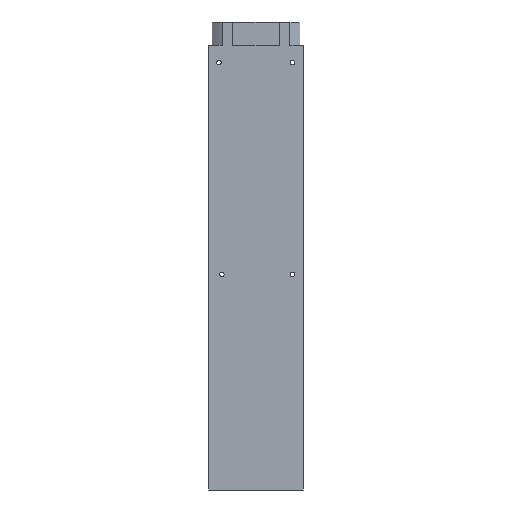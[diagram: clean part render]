
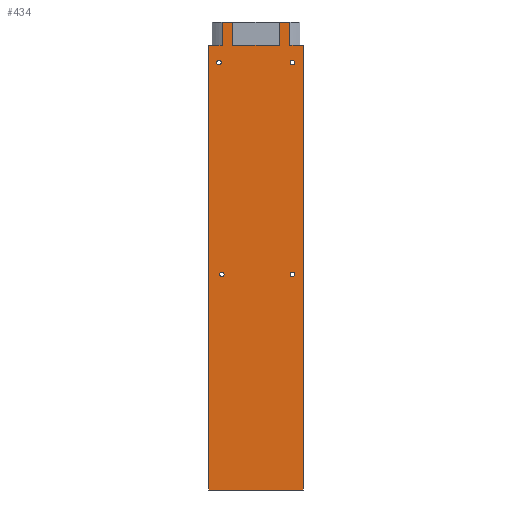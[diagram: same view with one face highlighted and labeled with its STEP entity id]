
A CAD part, front view. The second image highlights one B-rep face of the part: STEP entity #434.
In plain terms, the highlighted planar face has unit normal (0, -1, 0).
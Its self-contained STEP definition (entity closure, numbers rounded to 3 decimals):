
#19=FACE_BOUND('',#65,.T.);
#20=FACE_BOUND('',#66,.T.);
#21=FACE_BOUND('',#67,.T.);
#22=FACE_BOUND('',#68,.T.);
#38=FACE_OUTER_BOUND('',#64,.T.);
#64=EDGE_LOOP('',(#337,#338,#339,#340,#341,#342,#343,#344,#345,#346,#347,
#348));
#65=EDGE_LOOP('',(#349));
#66=EDGE_LOOP('',(#350));
#67=EDGE_LOOP('',(#351));
#68=EDGE_LOOP('',(#352));
#89=CIRCLE('',#485,1.);
#90=CIRCLE('',#486,1.);
#91=CIRCLE('',#487,1.);
#92=CIRCLE('',#488,1.);
#93=LINE('',#623,#141);
#97=LINE('',#636,#145);
#99=LINE('',#640,#147);
#102=LINE('',#649,#150);
#111=LINE('',#676,#159);
#115=LINE('',#684,#163);
#118=LINE('',#690,#166);
#122=LINE('',#697,#170);
#123=LINE('',#698,#171);
#124=LINE('',#700,#172);
#125=LINE('',#702,#173);
#126=LINE('',#703,#174);
#141=VECTOR('',#505,10.);
#145=VECTOR('',#515,10.);
#147=VECTOR('',#519,10.);
#150=VECTOR('',#528,10.);
#159=VECTOR('',#549,10.);
#163=VECTOR('',#555,10.);
#166=VECTOR('',#560,10.);
#170=VECTOR('',#568,10.);
#171=VECTOR('',#569,10.);
#172=VECTOR('',#570,10.);
#173=VECTOR('',#571,10.);
#174=VECTOR('',#572,10.);
#189=VERTEX_POINT('',#621);
#190=VERTEX_POINT('',#622);
#195=VERTEX_POINT('',#633);
#196=VERTEX_POINT('',#635);
#197=VERTEX_POINT('',#639);
#200=VERTEX_POINT('',#647);
#211=VERTEX_POINT('',#674);
#212=VERTEX_POINT('',#675);
#215=VERTEX_POINT('',#683);
#217=VERTEX_POINT('',#689);
#219=VERTEX_POINT('',#699);
#220=VERTEX_POINT('',#701);
#221=VERTEX_POINT('',#704);
#222=VERTEX_POINT('',#706);
#223=VERTEX_POINT('',#708);
#224=VERTEX_POINT('',#710);
#229=EDGE_CURVE('',#189,#190,#93,.T.);
#235=EDGE_CURVE('',#196,#195,#97,.T.);
#237=EDGE_CURVE('',#197,#189,#99,.T.);
#242=EDGE_CURVE('',#195,#200,#102,.T.);
#255=EDGE_CURVE('',#211,#212,#111,.T.);
#259=EDGE_CURVE('',#215,#211,#115,.T.);
#262=EDGE_CURVE('',#217,#215,#118,.T.);
#266=EDGE_CURVE('',#200,#217,#122,.T.);
#267=EDGE_CURVE('',#212,#197,#123,.T.);
#268=EDGE_CURVE('',#190,#219,#124,.T.);
#269=EDGE_CURVE('',#219,#220,#125,.T.);
#270=EDGE_CURVE('',#220,#196,#126,.T.);
#271=EDGE_CURVE('',#221,#221,#89,.T.);
#272=EDGE_CURVE('',#222,#222,#90,.T.);
#273=EDGE_CURVE('',#223,#223,#91,.T.);
#274=EDGE_CURVE('',#224,#224,#92,.T.);
#337=ORIENTED_EDGE('',*,*,#242,.T.);
#338=ORIENTED_EDGE('',*,*,#266,.T.);
#339=ORIENTED_EDGE('',*,*,#262,.T.);
#340=ORIENTED_EDGE('',*,*,#259,.T.);
#341=ORIENTED_EDGE('',*,*,#255,.T.);
#342=ORIENTED_EDGE('',*,*,#267,.T.);
#343=ORIENTED_EDGE('',*,*,#237,.T.);
#344=ORIENTED_EDGE('',*,*,#229,.T.);
#345=ORIENTED_EDGE('',*,*,#268,.T.);
#346=ORIENTED_EDGE('',*,*,#269,.T.);
#347=ORIENTED_EDGE('',*,*,#270,.T.);
#348=ORIENTED_EDGE('',*,*,#235,.T.);
#349=ORIENTED_EDGE('',*,*,#271,.T.);
#350=ORIENTED_EDGE('',*,*,#272,.T.);
#351=ORIENTED_EDGE('',*,*,#273,.T.);
#352=ORIENTED_EDGE('',*,*,#274,.T.);
#416=PLANE('',#484);
#434=ADVANCED_FACE('',(#38,#19,#20,#21,#22),#416,.F.);
#484=AXIS2_PLACEMENT_3D('',#696,#566,#567);
#485=AXIS2_PLACEMENT_3D('',#705,#573,#574);
#486=AXIS2_PLACEMENT_3D('',#707,#575,#576);
#487=AXIS2_PLACEMENT_3D('',#709,#577,#578);
#488=AXIS2_PLACEMENT_3D('',#711,#579,#580);
#505=DIRECTION('',(-1.,0.,0.));
#515=DIRECTION('',(-1.,0.,0.));
#519=DIRECTION('',(0.,0.,-1.));
#528=DIRECTION('',(0.,0.,1.));
#549=DIRECTION('',(0.,0.,1.));
#555=DIRECTION('',(-1.,0.,0.));
#560=DIRECTION('',(0.,0.,-1.));
#566=DIRECTION('center_axis',(0.,1.,0.));
#567=DIRECTION('ref_axis',(0.,0.,1.));
#568=DIRECTION('',(-1.,0.,0.));
#569=DIRECTION('',(-1.,0.,0.));
#570=DIRECTION('',(0.,0.,-1.));
#571=DIRECTION('',(1.,0.,0.));
#572=DIRECTION('',(0.,0.,1.));
#573=DIRECTION('center_axis',(0.,1.,0.));
#574=DIRECTION('ref_axis',(1.,0.,0.));
#575=DIRECTION('center_axis',(0.,1.,0.));
#576=DIRECTION('ref_axis',(1.,0.,0.));
#577=DIRECTION('center_axis',(0.,1.,0.));
#578=DIRECTION('ref_axis',(1.,0.,0.));
#579=DIRECTION('center_axis',(0.,1.,0.));
#580=DIRECTION('ref_axis',(1.,0.,0.));
#621=CARTESIAN_POINT('',(-14.629,-3.,101.));
#622=CARTESIAN_POINT('',(-20.5,-3.,101.));
#623=CARTESIAN_POINT('',(0.,-3.,101.));
#633=CARTESIAN_POINT('',(14.629,-3.,101.));
#635=CARTESIAN_POINT('',(20.5,-3.,101.));
#636=CARTESIAN_POINT('',(0.,-3.,101.));
#639=CARTESIAN_POINT('',(-14.629,-3.,111.));
#640=CARTESIAN_POINT('',(-14.629,-3.,111.));
#647=CARTESIAN_POINT('',(14.629,-3.,111.));
#649=CARTESIAN_POINT('',(14.629,-3.,111.));
#674=CARTESIAN_POINT('',(-10.,-3.,101.));
#675=CARTESIAN_POINT('',(-10.,-3.,111.));
#676=CARTESIAN_POINT('',(-10.,-3.,55.5));
#683=CARTESIAN_POINT('',(10.,-3.,101.));
#684=CARTESIAN_POINT('',(5.,-3.,101.));
#689=CARTESIAN_POINT('',(10.,-3.,111.));
#690=CARTESIAN_POINT('',(10.,-3.,60.5));
#696=CARTESIAN_POINT('Origin',(0.,-3.,10.));
#697=CARTESIAN_POINT('',(-31.75,-3.,111.));
#698=CARTESIAN_POINT('',(-31.75,-3.,111.));
#699=CARTESIAN_POINT('',(-20.5,-3.,-91.));
#700=CARTESIAN_POINT('',(-20.5,-3.,-111.));
#701=CARTESIAN_POINT('',(20.5,-3.,-91.));
#702=CARTESIAN_POINT('',(20.5,-3.,-91.));
#703=CARTESIAN_POINT('',(20.5,-3.,101.));
#704=CARTESIAN_POINT('',(-15.77,-3.,2.02));
#705=CARTESIAN_POINT('Origin',(-14.77,-3.,2.02));
#706=CARTESIAN_POINT('',(14.71,-3.,2.02));
#707=CARTESIAN_POINT('Origin',(15.71,-3.,2.02));
#708=CARTESIAN_POINT('',(14.71,-3.,93.46));
#709=CARTESIAN_POINT('Origin',(15.71,-3.,93.46));
#710=CARTESIAN_POINT('',(-17.04,-3.,93.46));
#711=CARTESIAN_POINT('Origin',(-16.04,-3.,93.46));
